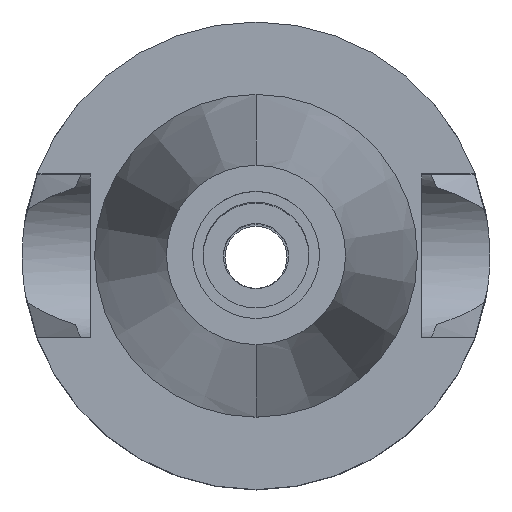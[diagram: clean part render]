
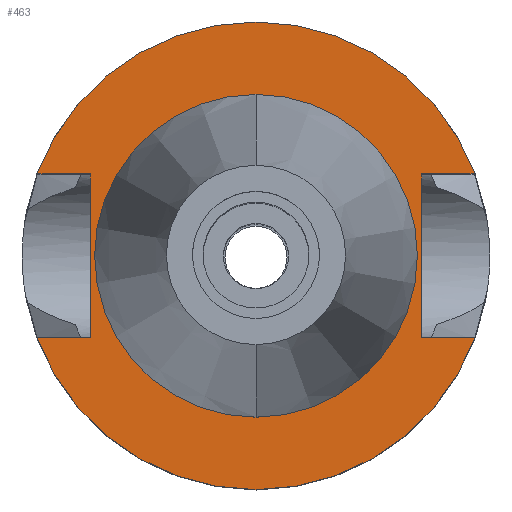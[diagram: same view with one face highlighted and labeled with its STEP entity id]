
A CAD part, top view. The second image highlights one B-rep face of the part: STEP entity #463.
In plain terms, the highlighted planar face has unit normal (0, 0, 1).
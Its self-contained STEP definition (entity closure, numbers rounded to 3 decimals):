
#19 = AXIS2_PLACEMENT_3D ( 'NONE', #1135, #910, #1359 ) ;
#61 = DIRECTION ( 'NONE',  ( -1., 0., 0. ) ) ;
#66 = VERTEX_POINT ( 'NONE', #117 ) ;
#82 = VERTEX_POINT ( 'NONE', #2337 ) ;
#117 = CARTESIAN_POINT ( 'NONE',  ( -16.3, 8.05, -1. ) ) ;
#128 = CARTESIAN_POINT ( 'NONE',  ( 0., 15.875, -1. ) ) ;
#165 = AXIS2_PLACEMENT_3D ( 'NONE', #2801, #831, #768 ) ;
#237 = EDGE_CURVE ( 'NONE', #896, #1950, #2617, .T. ) ;
#301 = CARTESIAN_POINT ( 'NONE',  ( 16.3, -8.05, -1. ) ) ;
#318 = CARTESIAN_POINT ( 'NONE',  ( 0., -15.875, -1. ) ) ;
#333 = EDGE_CURVE ( 'NONE', #1195, #82, #1269, .T. ) ;
#334 = VERTEX_POINT ( 'NONE', #823 ) ;
#418 = CARTESIAN_POINT ( 'NONE',  ( 0., 0., -1. ) ) ;
#463 = ADVANCED_FACE ( 'NONE', ( #656, #1085 ), #2454, .F. ) ;
#478 = CARTESIAN_POINT ( 'NONE',  ( 21.547, 8.05, -1. ) ) ;
#513 = CARTESIAN_POINT ( 'NONE',  ( -16.3, 8.05, -1. ) ) ;
#578 = VERTEX_POINT ( 'NONE', #2753 ) ;
#595 = CARTESIAN_POINT ( 'NONE',  ( -16.3, -8.05, -1. ) ) ;
#608 = AXIS2_PLACEMENT_3D ( 'NONE', #893, #859, #1526 ) ;
#656 = FACE_OUTER_BOUND ( 'NONE', #1167, .T. ) ;
#661 = DIRECTION ( 'NONE',  ( 0., -1., 0. ) ) ;
#740 = ORIENTED_EDGE ( 'NONE', *, *, #2683, .F. ) ;
#741 = VECTOR ( 'NONE', #1170, 1000. ) ;
#768 = DIRECTION ( 'NONE',  ( 0., 1., 0. ) ) ;
#823 = CARTESIAN_POINT ( 'NONE',  ( 16.3, 8.05, -1. ) ) ;
#831 = DIRECTION ( 'NONE',  ( 0., 0., 1. ) ) ;
#859 = DIRECTION ( 'NONE',  ( 0., 0., -1. ) ) ;
#873 = ORIENTED_EDGE ( 'NONE', *, *, #2212, .F. ) ;
#893 = CARTESIAN_POINT ( 'NONE',  ( 0., 0., -1. ) ) ;
#896 = VERTEX_POINT ( 'NONE', #318 ) ;
#910 = DIRECTION ( 'NONE',  ( 0., 0., -1. ) ) ;
#988 = LINE ( 'NONE', #1896, #1134 ) ;
#1019 = AXIS2_PLACEMENT_3D ( 'NONE', #418, #2001, #2630 ) ;
#1067 = CIRCLE ( 'NONE', #19, 23.002 ) ;
#1070 = VECTOR ( 'NONE', #1946, 1000. ) ;
#1085 = FACE_BOUND ( 'NONE', #2656, .T. ) ;
#1103 = CARTESIAN_POINT ( 'NONE',  ( 16.3, 8.05, -1. ) ) ;
#1114 = CIRCLE ( 'NONE', #608, 23.002 ) ;
#1134 = VECTOR ( 'NONE', #1653, 1000. ) ;
#1135 = CARTESIAN_POINT ( 'NONE',  ( 0., 0., -1. ) ) ;
#1167 = EDGE_LOOP ( 'NONE', ( #2611, #2040, #1200, #1380, #2391, #740, #2218, #1253 ) ) ;
#1170 = DIRECTION ( 'NONE',  ( 1., 0., 0. ) ) ;
#1195 = VERTEX_POINT ( 'NONE', #595 ) ;
#1200 = ORIENTED_EDGE ( 'NONE', *, *, #2058, .F. ) ;
#1216 = AXIS2_PLACEMENT_3D ( 'NONE', #1413, #2083, #1853 ) ;
#1253 = ORIENTED_EDGE ( 'NONE', *, *, #2519, .F. ) ;
#1269 = LINE ( 'NONE', #2404, #1070 ) ;
#1271 = VERTEX_POINT ( 'NONE', #478 ) ;
#1321 = CARTESIAN_POINT ( 'NONE',  ( 16.3, -8.05, -1. ) ) ;
#1359 = DIRECTION ( 'NONE',  ( 0., 1., 0. ) ) ;
#1373 = LINE ( 'NONE', #301, #741 ) ;
#1380 = ORIENTED_EDGE ( 'NONE', *, *, #2512, .F. ) ;
#1413 = CARTESIAN_POINT ( 'NONE',  ( 0., 0., -1. ) ) ;
#1498 = LINE ( 'NONE', #1103, #2699 ) ;
#1526 = DIRECTION ( 'NONE',  ( 0., -1., 0. ) ) ;
#1552 = DIRECTION ( 'NONE',  ( 0., 1., 0. ) ) ;
#1614 = VECTOR ( 'NONE', #61, 1000. ) ;
#1653 = DIRECTION ( 'NONE',  ( 1., 0., 0. ) ) ;
#1780 = CARTESIAN_POINT ( 'NONE',  ( -16.3, -8.05, -1. ) ) ;
#1853 = DIRECTION ( 'NONE',  ( 0., -1., 0. ) ) ;
#1896 = CARTESIAN_POINT ( 'NONE',  ( 16.3, 8.05, -1. ) ) ;
#1946 = DIRECTION ( 'NONE',  ( -1., 0., 0. ) ) ;
#1950 = VERTEX_POINT ( 'NONE', #128 ) ;
#2001 = DIRECTION ( 'NONE',  ( 0., 0., -1. ) ) ;
#2020 = EDGE_CURVE ( 'NONE', #334, #1271, #988, .T. ) ;
#2040 = ORIENTED_EDGE ( 'NONE', *, *, #2400, .F. ) ;
#2058 = EDGE_CURVE ( 'NONE', #2551, #578, #1373, .T. ) ;
#2083 = DIRECTION ( 'NONE',  ( 0., 0., 1. ) ) ;
#2105 = LINE ( 'NONE', #513, #1614 ) ;
#2209 = LINE ( 'NONE', #1780, #2259 ) ;
#2212 = EDGE_CURVE ( 'NONE', #1950, #896, #2660, .T. ) ;
#2218 = ORIENTED_EDGE ( 'NONE', *, *, #2598, .F. ) ;
#2259 = VECTOR ( 'NONE', #1552, 1000. ) ;
#2337 = CARTESIAN_POINT ( 'NONE',  ( -21.547, -8.05, -1. ) ) ;
#2391 = ORIENTED_EDGE ( 'NONE', *, *, #2020, .T. ) ;
#2392 = CARTESIAN_POINT ( 'NONE',  ( -21.547, 8.05, -1. ) ) ;
#2400 = EDGE_CURVE ( 'NONE', #578, #82, #1114, .T. ) ;
#2404 = CARTESIAN_POINT ( 'NONE',  ( -16.3, -8.05, -1. ) ) ;
#2454 = PLANE ( 'NONE',  #1019 ) ;
#2512 = EDGE_CURVE ( 'NONE', #334, #2551, #1498, .T. ) ;
#2519 = EDGE_CURVE ( 'NONE', #1195, #66, #2209, .T. ) ;
#2551 = VERTEX_POINT ( 'NONE', #1321 ) ;
#2598 = EDGE_CURVE ( 'NONE', #66, #2831, #2105, .T. ) ;
#2611 = ORIENTED_EDGE ( 'NONE', *, *, #333, .T. ) ;
#2617 = CIRCLE ( 'NONE', #1216, 15.875 ) ;
#2630 = DIRECTION ( 'NONE',  ( 0., -1., 0. ) ) ;
#2656 = EDGE_LOOP ( 'NONE', ( #873, #2829 ) ) ;
#2660 = CIRCLE ( 'NONE', #165, 15.875 ) ;
#2683 = EDGE_CURVE ( 'NONE', #2831, #1271, #1067, .T. ) ;
#2699 = VECTOR ( 'NONE', #661, 1000. ) ;
#2753 = CARTESIAN_POINT ( 'NONE',  ( 21.547, -8.05, -1. ) ) ;
#2801 = CARTESIAN_POINT ( 'NONE',  ( 0., 0., -1. ) ) ;
#2829 = ORIENTED_EDGE ( 'NONE', *, *, #237, .F. ) ;
#2831 = VERTEX_POINT ( 'NONE', #2392 ) ;
